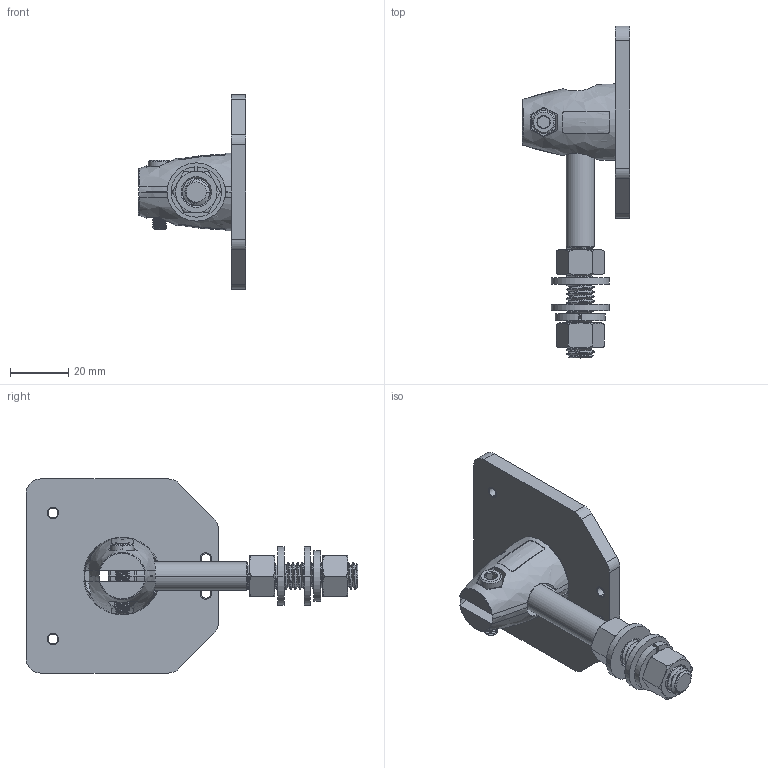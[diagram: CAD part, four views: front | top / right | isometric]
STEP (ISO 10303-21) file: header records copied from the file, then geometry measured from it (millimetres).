
FILE_DESCRIPTION((''),'2;1');
FILE_NAME('186341_ASM','2016-02-25T',('pdmadmin'),(''),'PRO/ENGINEER BY PARAMETRIC TECHNOLOGY CORPORATION, 2013230','PRO/ENGINEER BY PARAMETRIC TECHNOLOGY CORPORATION, 2013230','');
FILE_SCHEMA(('CONFIG_CONTROL_DESIGN'));
Products named in the file (9): 129461; 193230; 130462; 130466; 190182; 130464; 130459; 130463; 186341_ASM
Assembly tree (11 placements, depth 2):
  186341_ASM
    129461  x2
    193230
    130462
    130466
    190182
    130464  x2
    130459
    130463  x2
Bounding box: 36.97 x 114 x 66.7 mm (x, y, z)
Volume: 37752.7 mm3; surface area: 24897.7 mm2
Topology: 11 solids, 17 shells, 511 faces, 1377 edges, 899 vertices
Faces by surface type: cylinder 284, plane 112, cone 60, bspline 29, torus 26
Entity records: 35545 total; most frequent: CARTESIAN_POINT 25697, ORIENTED_EDGE 2252, DIRECTION 1616, EDGE_CURVE 1141, VERTEX_POINT 743, AXIS2_PLACEMENT_3D 612, B_SPLINE_CURVE_WITH_KNOTS 565, EDGE_LOOP 448
